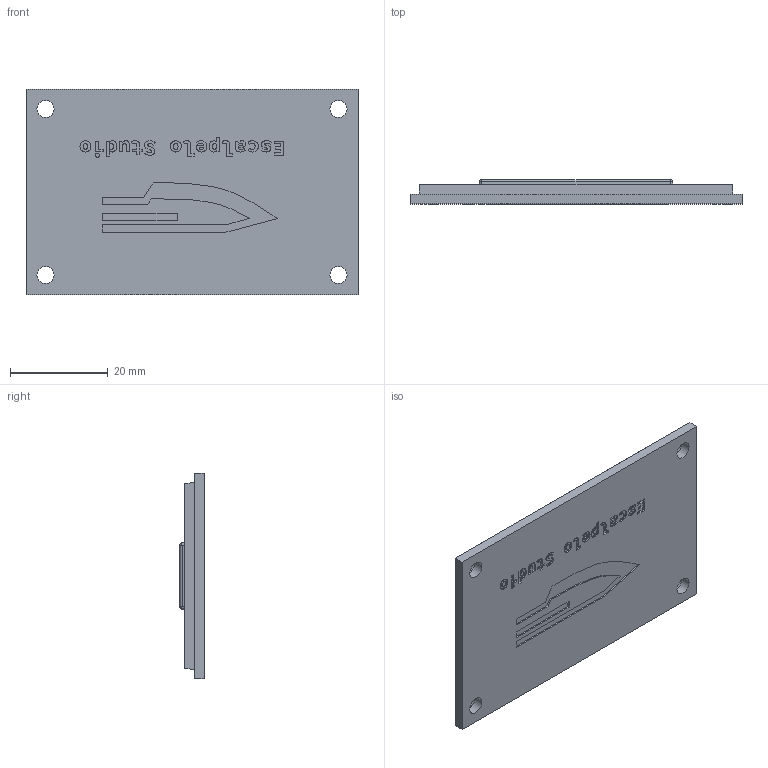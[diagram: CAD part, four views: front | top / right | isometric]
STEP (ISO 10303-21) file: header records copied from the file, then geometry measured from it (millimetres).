
FILE_DESCRIPTION(/* description */ (''),/* implementation_level */ '2;1');
FILE_NAME(/* name */ 'Tapa main v7.step',/* time_stamp */ '2024-05-08T20:36:19-06:00',/* author */ (''),/* organization */ (''),/* preprocessor_version */ 'ST-DEVELOPER v20',/* originating_system */ 'Autodesk Translation Framework v12.20.1.177',/* authorisation */ '');
FILE_SCHEMA (('AUTOMOTIVE_DESIGN { 1 0 10303 214 3 1 1 }'));
Length unit declared in the file: millimetre
Products named in the file (1): Tapa main
Bounding box: 68 x 5 x 42 mm (x, y, z)
Volume: 8007.6 mm3; surface area: 7307.3 mm2
Topology: 1 solids, 1 shells, 455 faces, 1250 edges, 824 vertices
Faces by surface type: bspline 272, plane 147, cylinder 20, cone 8, torus 4, sphere 4
Full cylindrical faces by diameter (mm): 3.5 x4
Entity records: 15194 total; most frequent: CARTESIAN_POINT 6250, ORIENTED_EDGE 2500, EDGE_CURVE 1250, DIRECTION 1120, VERTEX_POINT 824, LINE 640, VECTOR 640, EDGE_LOOP 490
